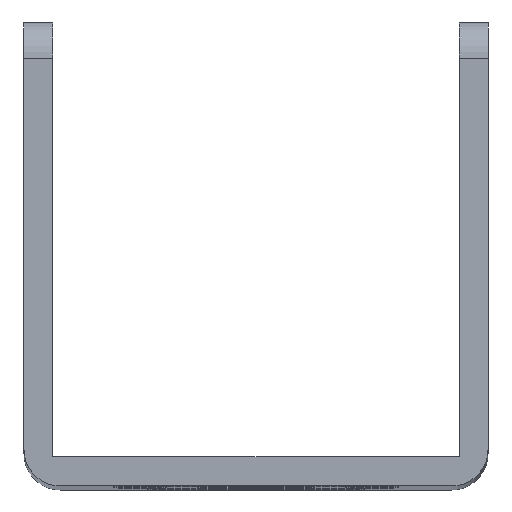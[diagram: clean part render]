
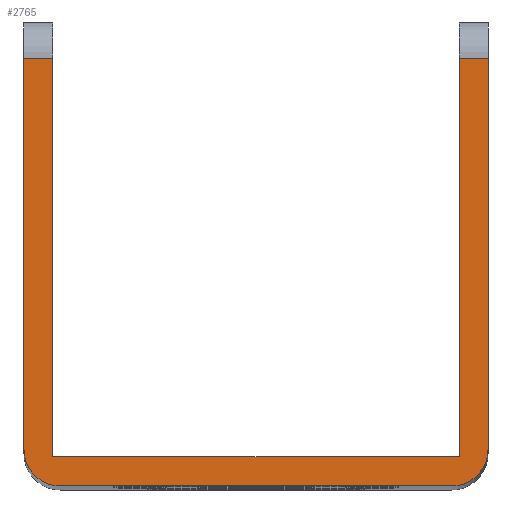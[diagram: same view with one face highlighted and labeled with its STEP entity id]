
A CAD part, top view. The second image highlights one B-rep face of the part: STEP entity #2765.
In plain terms, the highlighted planar face has unit normal (0, 0, 1).
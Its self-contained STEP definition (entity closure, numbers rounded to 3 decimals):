
#512=FACE_OUTER_BOUND('',#651,.T.);
#651=EDGE_LOOP('',(#2039,#2040,#2041,#2042,#2043,#2044,#2045,#2046,#2047,
#2048));
#1159=LINE('',#4135,#1189);
#1160=LINE('',#4137,#1190);
#1161=LINE('',#4139,#1191);
#1162=LINE('',#4141,#1192);
#1163=LINE('',#4143,#1193);
#1164=LINE('',#4145,#1194);
#1165=LINE('',#4147,#1195);
#1166=LINE('',#4150,#1196);
#1189=VECTOR('',#3309,27.);
#1190=VECTOR('',#3310,2.);
#1191=VECTOR('',#3311,27.5);
#1192=VECTOR('',#3312,28.);
#1193=VECTOR('',#3313,27.5);
#1194=VECTOR('',#3314,2.);
#1195=VECTOR('',#3315,27.);
#1196=VECTOR('',#3318,27.);
#1219=CIRCLE('',#2907,2.5);
#1220=CIRCLE('',#2908,2.5);
#1477=VERTEX_POINT('',#4131);
#1478=VERTEX_POINT('',#4132);
#1479=VERTEX_POINT('',#4134);
#1480=VERTEX_POINT('',#4136);
#1481=VERTEX_POINT('',#4138);
#1482=VERTEX_POINT('',#4140);
#1483=VERTEX_POINT('',#4142);
#1484=VERTEX_POINT('',#4144);
#1485=VERTEX_POINT('',#4146);
#1486=VERTEX_POINT('',#4148);
#1751=EDGE_CURVE('',#1477,#1478,#1219,.T.);
#1752=EDGE_CURVE('',#1479,#1478,#1159,.T.);
#1753=EDGE_CURVE('',#1479,#1480,#1160,.T.);
#1754=EDGE_CURVE('',#1481,#1480,#1161,.T.);
#1755=EDGE_CURVE('',#1482,#1481,#1162,.T.);
#1756=EDGE_CURVE('',#1483,#1482,#1163,.T.);
#1757=EDGE_CURVE('',#1483,#1484,#1164,.T.);
#1758=EDGE_CURVE('',#1485,#1484,#1165,.T.);
#1759=EDGE_CURVE('',#1485,#1486,#1220,.T.);
#1760=EDGE_CURVE('',#1477,#1486,#1166,.T.);
#2039=ORIENTED_EDGE('',*,*,#1751,.T.);
#2040=ORIENTED_EDGE('',*,*,#1752,.F.);
#2041=ORIENTED_EDGE('',*,*,#1753,.T.);
#2042=ORIENTED_EDGE('',*,*,#1754,.F.);
#2043=ORIENTED_EDGE('',*,*,#1755,.F.);
#2044=ORIENTED_EDGE('',*,*,#1756,.F.);
#2045=ORIENTED_EDGE('',*,*,#1757,.T.);
#2046=ORIENTED_EDGE('',*,*,#1758,.F.);
#2047=ORIENTED_EDGE('',*,*,#1759,.T.);
#2048=ORIENTED_EDGE('',*,*,#1760,.F.);
#2615=PLANE('',#2906);
#2765=ADVANCED_FACE('',(#512),#2615,.T.);
#2906=AXIS2_PLACEMENT_3D('',#4130,#3305,#3306);
#2907=AXIS2_PLACEMENT_3D('',#4133,#3307,#3308);
#2908=AXIS2_PLACEMENT_3D('',#4149,#3316,#3317);
#3305=DIRECTION('center_axis',(0.,0.,1.));
#3306=DIRECTION('ref_axis',(1.,0.,0.));
#3307=DIRECTION('center_axis',(0.,0.,1.));
#3308=DIRECTION('ref_axis',(0.,-1.,0.));
#3309=DIRECTION('',(0.,-1.,0.));
#3310=DIRECTION('',(-1.,0.,0.));
#3311=DIRECTION('',(0.,1.,0.));
#3312=DIRECTION('',(1.,0.,0.));
#3313=DIRECTION('',(0.,-1.,0.));
#3314=DIRECTION('',(-1.,0.,0.));
#3315=DIRECTION('',(0.,1.,0.));
#3316=DIRECTION('center_axis',(0.,0.,1.));
#3317=DIRECTION('ref_axis',(-1.,0.,0.));
#3318=DIRECTION('',(-1.,0.,0.));
#4130=CARTESIAN_POINT('Origin',(0.,0.,16.));
#4131=CARTESIAN_POINT('',(13.5,0.,16.));
#4132=CARTESIAN_POINT('',(16.,2.5,16.));
#4133=CARTESIAN_POINT('Origin',(13.5,2.5,16.));
#4134=CARTESIAN_POINT('',(16.,29.5,16.));
#4135=CARTESIAN_POINT('',(16.,29.5,16.));
#4136=CARTESIAN_POINT('',(14.,29.5,16.));
#4137=CARTESIAN_POINT('',(16.,29.5,16.));
#4138=CARTESIAN_POINT('',(14.,2.,16.));
#4139=CARTESIAN_POINT('',(14.,2.,16.));
#4140=CARTESIAN_POINT('',(-14.,2.,16.));
#4141=CARTESIAN_POINT('',(-14.,2.,16.));
#4142=CARTESIAN_POINT('',(-14.,29.5,16.));
#4143=CARTESIAN_POINT('',(-14.,29.5,16.));
#4144=CARTESIAN_POINT('',(-16.,29.5,16.));
#4145=CARTESIAN_POINT('',(-14.,29.5,16.));
#4146=CARTESIAN_POINT('',(-16.,2.5,16.));
#4147=CARTESIAN_POINT('',(-16.,2.5,16.));
#4148=CARTESIAN_POINT('',(-13.5,0.,16.));
#4149=CARTESIAN_POINT('Origin',(-13.5,2.5,16.));
#4150=CARTESIAN_POINT('',(13.5,0.,16.));
